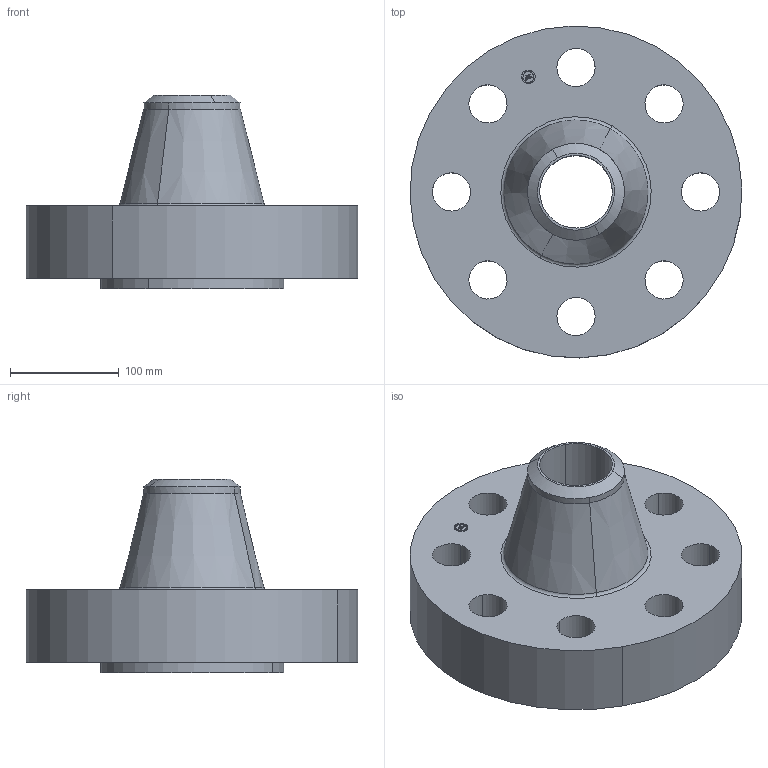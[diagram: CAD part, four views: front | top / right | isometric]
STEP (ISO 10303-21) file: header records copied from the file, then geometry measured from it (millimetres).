
FILE_DESCRIPTION(('3D STEP'),'2;1');
FILE_NAME('3-2500-WELD-NECK-RTJ-160-FLANGE.stp','2013-03-16T15:16:31+00:00',('Texas Flange'),(''),'CATIA Version 5 Release 20 SP 6 (IN-10)','CATIA V5 STEP AP214','800-826-3801');
FILE_SCHEMA(('AUTOMOTIVE_DESIGN { 1 0 10303 214 1 1 1 1 }'));
Length unit declared in the file: inch
Products named in the file (1): 3-2500-WELD-NECK-RTJ-160-FLANGE
Bounding box: 304.72 x 304.72 x 177.67 mm (x, y, z)
Volume: 4841795.2 mm3; surface area: 319098.5 mm2
Topology: 1 solids, 1 shells, 429 faces, 1210 edges, 804 vertices
Faces by surface type: plane 371, cylinder 44, cone 8, torus 6
Entity records: 15978 total; most frequent: ORIENTED_EDGE 2420, CARTESIAN_POINT 2389, DIRECTION 1958, EDGE_CURVE 1210, VECTOR 1096, LINE 1096, VERTEX_POINT 804, AXIS2_PLACEMENT_3D 489
